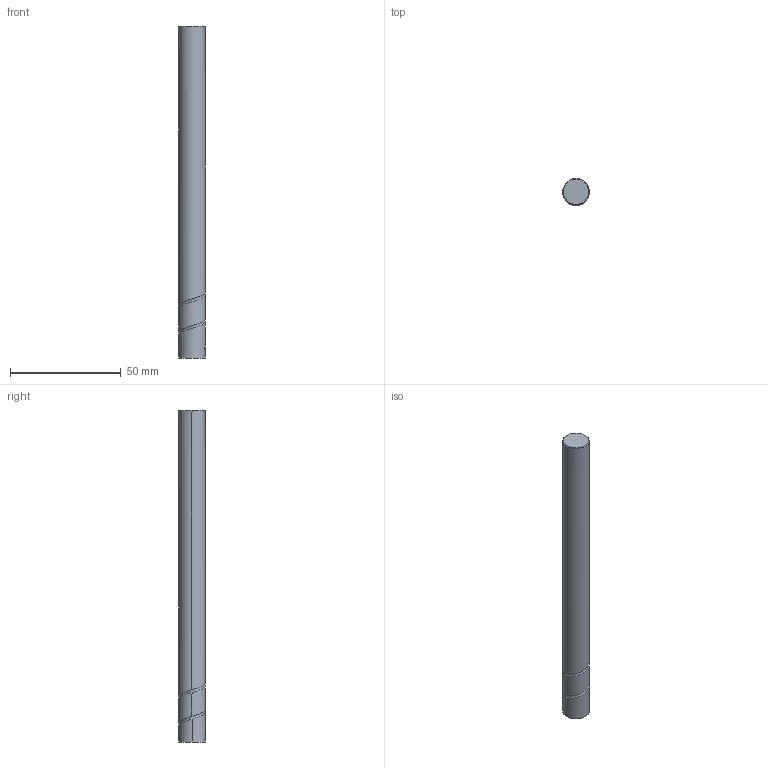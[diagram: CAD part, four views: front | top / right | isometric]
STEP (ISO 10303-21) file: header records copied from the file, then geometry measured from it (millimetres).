
FILE_DESCRIPTION (( 'STEP AP203' ), '1' );
FILE_NAME ('VP120530-150.STEP', '2012-09-04T15:47:19', ( 'dis05' ), ( '' ), 'SwSTEP 2.0', 'SolidWorks 2010', '' );
FILE_SCHEMA (( 'CONFIG_CONTROL_DESIGN' ));
Length unit declared in the file: millimetre
Products named in the file (1): VP120530-150
Bounding box: 12.01 x 12 x 150 mm (x, y, z)
Volume: 16927.6 mm3; surface area: 5899.8 mm2
Topology: 1 solids, 1 shells, 13 faces, 32 edges, 21 vertices
Faces by surface type: cylinder 6, bspline 3, cone 2, plane 2
Entity records: 1281 total; most frequent: CARTESIAN_POINT 921, ORIENTED_EDGE 64, DIRECTION 51, EDGE_CURVE 32, VERTEX_POINT 21, AXIS2_PLACEMENT_3D 21, ADVANCED_FACE 13, EDGE_LOOP 13
